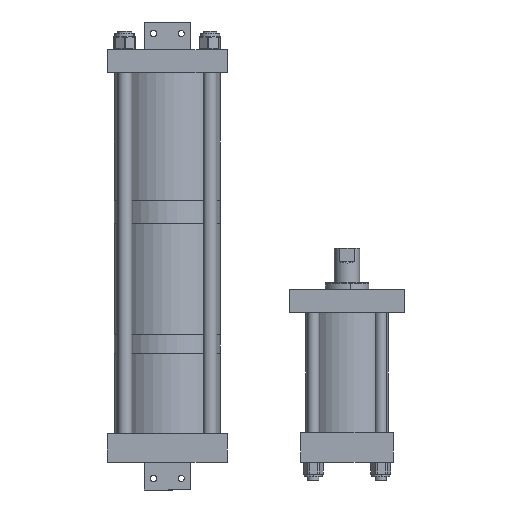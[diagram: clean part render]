
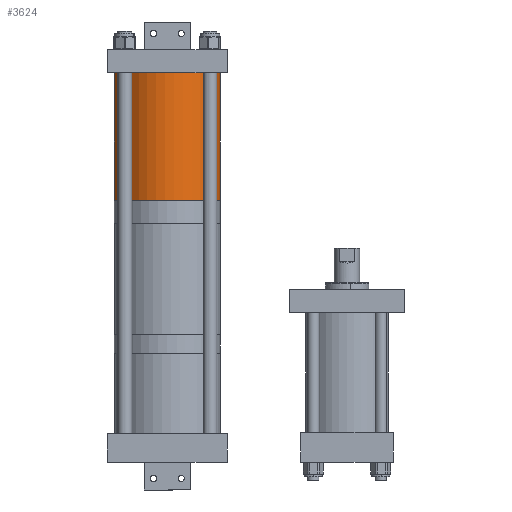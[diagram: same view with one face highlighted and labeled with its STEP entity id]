
A CAD part, front view. The second image highlights one B-rep face of the part: STEP entity #3624.
In plain terms, the highlighted cylindrical face has radius 73.025 mm (diameter 146.05 mm), a partial arc.
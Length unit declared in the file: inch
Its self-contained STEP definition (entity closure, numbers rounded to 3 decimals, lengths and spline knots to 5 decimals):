
#930 = CARTESIAN_POINT ( 'NONE',  ( 2.875, 0., 6.924 ) ) ;
#1075 = CARTESIAN_POINT ( 'NONE',  ( -2.875, 0., 0. ) ) ;
#1736 = EDGE_CURVE ( 'NONE', #2355, #3703, #3887, .T. ) ;
#1910 = DIRECTION ( 'NONE',  ( 0., 0., -1. ) ) ;
#2140 = AXIS2_PLACEMENT_3D ( 'NONE', #8546, #7275, #6128 ) ;
#2355 = VERTEX_POINT ( 'NONE', #14619 ) ;
#3007 = FACE_OUTER_BOUND ( 'NONE', #8281, .T. ) ;
#3244 = EDGE_CURVE ( 'NONE', #3703, #14276, #7427, .T. ) ;
#3624 = ADVANCED_FACE ( 'NONE', ( #3007 ), #5630, .T. ) ;
#3703 = VERTEX_POINT ( 'NONE', #1075 ) ;
#3835 = CIRCLE ( 'NONE', #5102, 2.875 ) ;
#3857 = CARTESIAN_POINT ( 'NONE',  ( 0., 0., 0. ) ) ;
#3887 = LINE ( 'NONE', #14655, #11430 ) ;
#4728 = DIRECTION ( 'NONE',  ( 0., 0., -1. ) ) ;
#4800 = EDGE_CURVE ( 'NONE', #16389, #14276, #16114, .T. ) ;
#5102 = AXIS2_PLACEMENT_3D ( 'NONE', #11330, #12785, #5136 ) ;
#5136 = DIRECTION ( 'NONE',  ( 1., 0., 0. ) ) ;
#5599 = VECTOR ( 'NONE', #4728, 39.37008 ) ;
#5630 = CYLINDRICAL_SURFACE ( 'NONE', #2140, 2.875 ) ;
#6128 = DIRECTION ( 'NONE',  ( -1., 0., 0. ) ) ;
#7158 = AXIS2_PLACEMENT_3D ( 'NONE', #3857, #12733, #14125 ) ;
#7275 = DIRECTION ( 'NONE',  ( 0., 0., -1. ) ) ;
#7427 = CIRCLE ( 'NONE', #7158, 2.875 ) ;
#8041 = EDGE_CURVE ( 'NONE', #2355, #16389, #3835, .T. ) ;
#8281 = EDGE_LOOP ( 'NONE', ( #9068, #14354, #11483, #15623 ) ) ;
#8292 = CARTESIAN_POINT ( 'NONE',  ( 2.875, 0., 0. ) ) ;
#8546 = CARTESIAN_POINT ( 'NONE',  ( 0., 0., 6.924 ) ) ;
#9068 = ORIENTED_EDGE ( 'NONE', *, *, #4800, .F. ) ;
#9660 = CARTESIAN_POINT ( 'NONE',  ( 2.875, 0., 6.924 ) ) ;
#11330 = CARTESIAN_POINT ( 'NONE',  ( 0., 0., 6.924 ) ) ;
#11430 = VECTOR ( 'NONE', #1910, 39.37008 ) ;
#11483 = ORIENTED_EDGE ( 'NONE', *, *, #1736, .T. ) ;
#12733 = DIRECTION ( 'NONE',  ( 0., 0., 1. ) ) ;
#12785 = DIRECTION ( 'NONE',  ( 0., 0., 1. ) ) ;
#14125 = DIRECTION ( 'NONE',  ( 1., 0., 0. ) ) ;
#14276 = VERTEX_POINT ( 'NONE', #8292 ) ;
#14354 = ORIENTED_EDGE ( 'NONE', *, *, #8041, .F. ) ;
#14619 = CARTESIAN_POINT ( 'NONE',  ( -2.875, 0., 6.924 ) ) ;
#14655 = CARTESIAN_POINT ( 'NONE',  ( -2.875, 0., 6.924 ) ) ;
#15623 = ORIENTED_EDGE ( 'NONE', *, *, #3244, .T. ) ;
#16114 = LINE ( 'NONE', #9660, #5599 ) ;
#16389 = VERTEX_POINT ( 'NONE', #930 ) ;
